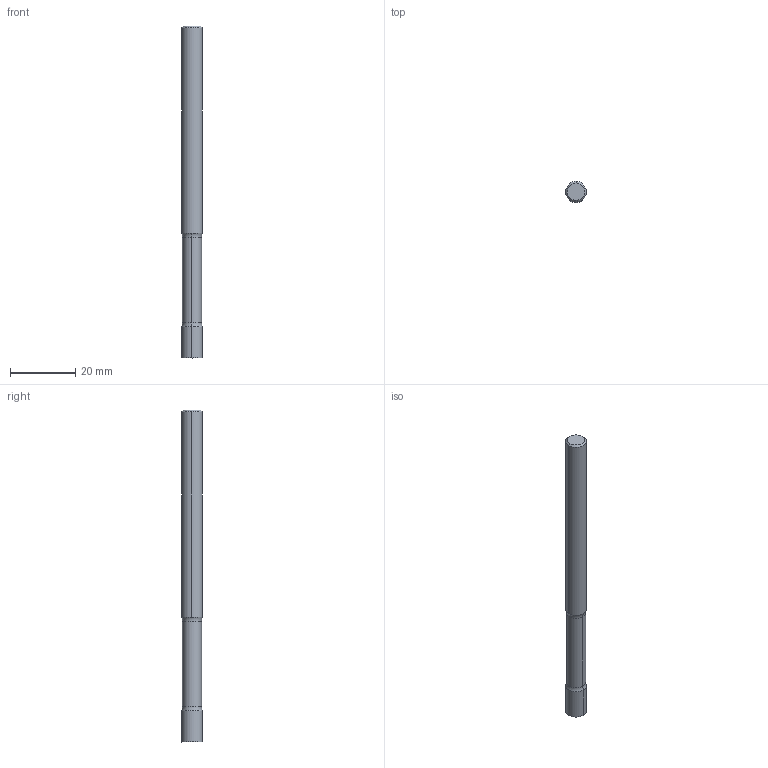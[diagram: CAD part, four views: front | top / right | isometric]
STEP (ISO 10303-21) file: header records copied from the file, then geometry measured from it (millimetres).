
FILE_DESCRIPTION (( 'STEP AP203' ), '1' );
FILE_NAME ('32728.STEP', '2024-03-11T13:17:38', ( '' ), ( '' ), 'SwSTEP 2.0', 'SolidWorks 2023', '' );
FILE_SCHEMA (( 'CONFIG_CONTROL_DESIGN' ));
Length unit declared in the file: inch
Products named in the file (1): 32728
Bounding box: 6.35 x 6.35 x 101.6 mm (x, y, z)
Volume: 3080.1 mm3; surface area: 2167.6 mm2
Topology: 3 solids, 3 shells, 18 faces, 30 edges, 18 vertices
Faces by surface type: cylinder 6, plane 6, torus 4, cone 2
Entity records: 503 total; most frequent: DIRECTION 90, CARTESIAN_POINT 67, ORIENTED_EDGE 60, AXIS2_PLACEMENT_3D 41, EDGE_CURVE 30, CIRCLE 22, ADVANCED_FACE 18, VERTEX_POINT 18
